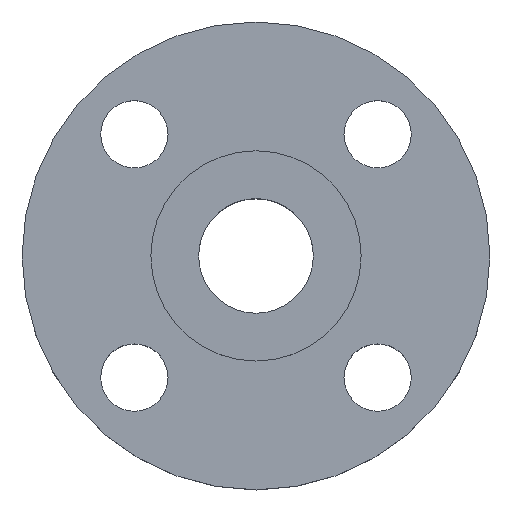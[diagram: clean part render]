
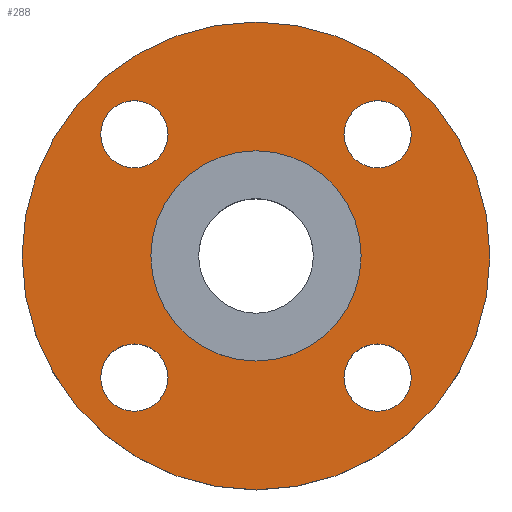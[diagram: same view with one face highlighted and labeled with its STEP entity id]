
A CAD part, top view. The second image highlights one B-rep face of the part: STEP entity #288.
In plain terms, the highlighted planar face has unit normal (0, 0, 1).
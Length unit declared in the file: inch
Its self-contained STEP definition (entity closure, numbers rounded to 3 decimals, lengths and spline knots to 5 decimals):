
#4 = DIRECTION ( 'NONE',  ( 1., 0., 0. ) ) ;
#6 = CIRCLE ( 'NONE', #512, 0.44 ) ;
#13 = ORIENTED_EDGE ( 'NONE', *, *, #18, .T. ) ;
#15 = VERTEX_POINT ( 'NONE', #604 ) ;
#18 = EDGE_CURVE ( 'NONE', #342, #731, #229, .T. ) ;
#22 = CARTESIAN_POINT ( 'NONE',  ( -1.59099, 2.03099, 0. ) ) ;
#27 = CIRCLE ( 'NONE', #64, 0.44 ) ;
#28 = ORIENTED_EDGE ( 'NONE', *, *, #721, .F. ) ;
#43 = CARTESIAN_POINT ( 'NONE',  ( 1.375, 0., 0. ) ) ;
#52 = VERTEX_POINT ( 'NONE', #728 ) ;
#57 = CARTESIAN_POINT ( 'NONE',  ( 0., 0., 0. ) ) ;
#58 = EDGE_CURVE ( 'NONE', #481, #15, #188, .T. ) ;
#64 = AXIS2_PLACEMENT_3D ( 'NONE', #754, #195, #626 ) ;
#69 = FACE_OUTER_BOUND ( 'NONE', #240, .T. ) ;
#73 = VERTEX_POINT ( 'NONE', #238 ) ;
#84 = AXIS2_PLACEMENT_3D ( 'NONE', #108, #784, #479 ) ;
#99 = DIRECTION ( 'NONE',  ( 1., 0., 0. ) ) ;
#102 = VERTEX_POINT ( 'NONE', #614 ) ;
#108 = CARTESIAN_POINT ( 'NONE',  ( 0., 0., 0. ) ) ;
#109 = ORIENTED_EDGE ( 'NONE', *, *, #224, .F. ) ;
#113 = CARTESIAN_POINT ( 'NONE',  ( -1.59099, -1.59099, 0. ) ) ;
#115 = AXIS2_PLACEMENT_3D ( 'NONE', #696, #274, #705 ) ;
#126 = DIRECTION ( 'NONE',  ( 0., 1., 0. ) ) ;
#137 = FACE_BOUND ( 'NONE', #746, .T. ) ;
#139 = EDGE_CURVE ( 'NONE', #73, #458, #741, .T. ) ;
#145 = CARTESIAN_POINT ( 'NONE',  ( 3.06, 0., 0. ) ) ;
#148 = EDGE_CURVE ( 'NONE', #731, #342, #350, .T. ) ;
#152 = AXIS2_PLACEMENT_3D ( 'NONE', #247, #501, #748 ) ;
#188 = CIRCLE ( 'NONE', #770, 0.44 ) ;
#192 = DIRECTION ( 'NONE',  ( 1., 0., 0. ) ) ;
#195 = DIRECTION ( 'NONE',  ( 0., 0., 1. ) ) ;
#202 = CARTESIAN_POINT ( 'NONE',  ( 1.59099, -1.59099, 0. ) ) ;
#212 = CARTESIAN_POINT ( 'NONE',  ( -1.375, 0., 0. ) ) ;
#218 = VERTEX_POINT ( 'NONE', #807 ) ;
#224 = EDGE_CURVE ( 'NONE', #521, #735, #578, .T. ) ;
#226 = DIRECTION ( 'NONE',  ( 0., 0., 1. ) ) ;
#229 = CIRCLE ( 'NONE', #787, 3.06 ) ;
#231 = CIRCLE ( 'NONE', #262, 0.44 ) ;
#232 = DIRECTION ( 'NONE',  ( 0., 1., 0. ) ) ;
#234 = EDGE_CURVE ( 'NONE', #15, #481, #6, .T. ) ;
#238 = CARTESIAN_POINT ( 'NONE',  ( -1.59099, 1.15099, 0. ) ) ;
#239 = CARTESIAN_POINT ( 'NONE',  ( -1.59099, 1.59099, 0. ) ) ;
#240 = EDGE_LOOP ( 'NONE', ( #13, #468 ) ) ;
#247 = CARTESIAN_POINT ( 'NONE',  ( 0., 0., 0. ) ) ;
#248 = DIRECTION ( 'NONE',  ( 0., 0., 1. ) ) ;
#252 = FACE_BOUND ( 'NONE', #727, .T. ) ;
#254 = EDGE_CURVE ( 'NONE', #102, #622, #27, .T. ) ;
#262 = AXIS2_PLACEMENT_3D ( 'NONE', #239, #492, #232 ) ;
#274 = DIRECTION ( 'NONE',  ( 0., 0., 1. ) ) ;
#288 = ADVANCED_FACE ( 'NONE', ( #315, #565, #252, #697, #137, #69 ), #653, .T. ) ;
#291 = CARTESIAN_POINT ( 'NONE',  ( 0., 0., 0. ) ) ;
#315 = FACE_BOUND ( 'NONE', #607, .T. ) ;
#319 = DIRECTION ( 'NONE',  ( 0., 0., 1. ) ) ;
#325 = DIRECTION ( 'NONE',  ( 0., 0., 1. ) ) ;
#326 = CARTESIAN_POINT ( 'NONE',  ( 0., 0., 0. ) ) ;
#331 = AXIS2_PLACEMENT_3D ( 'NONE', #804, #444, #126 ) ;
#342 = VERTEX_POINT ( 'NONE', #145 ) ;
#350 = CIRCLE ( 'NONE', #678, 3.06 ) ;
#354 = CARTESIAN_POINT ( 'NONE',  ( 2.03099, 1.59099, 0. ) ) ;
#361 = DIRECTION ( 'NONE',  ( 0., 0., 1. ) ) ;
#372 = ORIENTED_EDGE ( 'NONE', *, *, #254, .F. ) ;
#409 = ORIENTED_EDGE ( 'NONE', *, *, #676, .F. ) ;
#416 = EDGE_LOOP ( 'NONE', ( #771, #709 ) ) ;
#426 = CIRCLE ( 'NONE', #624, 0.44 ) ;
#428 = AXIS2_PLACEMENT_3D ( 'NONE', #202, #810, #776 ) ;
#444 = DIRECTION ( 'NONE',  ( 0., 0., 1. ) ) ;
#448 = EDGE_CURVE ( 'NONE', #52, #218, #464, .T. ) ;
#450 = DIRECTION ( 'NONE',  ( 0., 0., 1. ) ) ;
#458 = VERTEX_POINT ( 'NONE', #22 ) ;
#464 = CIRCLE ( 'NONE', #115, 0.44 ) ;
#468 = ORIENTED_EDGE ( 'NONE', *, *, #148, .T. ) ;
#479 = DIRECTION ( 'NONE',  ( 1., 0., 0. ) ) ;
#481 = VERTEX_POINT ( 'NONE', #515 ) ;
#484 = DIRECTION ( 'NONE',  ( -1., 0., 0. ) ) ;
#492 = DIRECTION ( 'NONE',  ( 0., 0., 1. ) ) ;
#495 = ORIENTED_EDGE ( 'NONE', *, *, #808, .F. ) ;
#501 = DIRECTION ( 'NONE',  ( 0., 0., 1. ) ) ;
#512 = AXIS2_PLACEMENT_3D ( 'NONE', #691, #248, #692 ) ;
#515 = CARTESIAN_POINT ( 'NONE',  ( -2.03099, -1.59099, 0. ) ) ;
#521 = VERTEX_POINT ( 'NONE', #212 ) ;
#540 = ORIENTED_EDGE ( 'NONE', *, *, #139, .F. ) ;
#549 = CARTESIAN_POINT ( 'NONE',  ( -3.06, 0., 0. ) ) ;
#558 = CIRCLE ( 'NONE', #84, 1.375 ) ;
#565 = FACE_BOUND ( 'NONE', #416, .T. ) ;
#569 = EDGE_CURVE ( 'NONE', #622, #102, #426, .T. ) ;
#578 = CIRCLE ( 'NONE', #152, 1.375 ) ;
#590 = CARTESIAN_POINT ( 'NONE',  ( 1.59099, 1.59099, 0. ) ) ;
#596 = AXIS2_PLACEMENT_3D ( 'NONE', #326, #450, #99 ) ;
#604 = CARTESIAN_POINT ( 'NONE',  ( -1.15099, -1.59099, 0. ) ) ;
#607 = EDGE_LOOP ( 'NONE', ( #786, #409 ) ) ;
#614 = CARTESIAN_POINT ( 'NONE',  ( 1.15099, 1.59099, 0. ) ) ;
#617 = ORIENTED_EDGE ( 'NONE', *, *, #569, .F. ) ;
#622 = VERTEX_POINT ( 'NONE', #354 ) ;
#624 = AXIS2_PLACEMENT_3D ( 'NONE', #590, #325, #4 ) ;
#626 = DIRECTION ( 'NONE',  ( 1., 0., 0. ) ) ;
#653 = PLANE ( 'NONE',  #596 ) ;
#676 = EDGE_CURVE ( 'NONE', #218, #52, #699, .T. ) ;
#678 = AXIS2_PLACEMENT_3D ( 'NONE', #57, #319, #192 ) ;
#691 = CARTESIAN_POINT ( 'NONE',  ( -1.59099, -1.59099, 0. ) ) ;
#692 = DIRECTION ( 'NONE',  ( -1., 0., 0. ) ) ;
#696 = CARTESIAN_POINT ( 'NONE',  ( 1.59099, -1.59099, 0. ) ) ;
#697 = FACE_BOUND ( 'NONE', #743, .T. ) ;
#699 = CIRCLE ( 'NONE', #428, 0.44 ) ;
#705 = DIRECTION ( 'NONE',  ( 0., -1., 0. ) ) ;
#709 = ORIENTED_EDGE ( 'NONE', *, *, #234, .F. ) ;
#721 = EDGE_CURVE ( 'NONE', #735, #521, #558, .T. ) ;
#727 = EDGE_LOOP ( 'NONE', ( #495, #540 ) ) ;
#728 = CARTESIAN_POINT ( 'NONE',  ( 1.59099, -2.03099, 0. ) ) ;
#731 = VERTEX_POINT ( 'NONE', #549 ) ;
#735 = VERTEX_POINT ( 'NONE', #43 ) ;
#741 = CIRCLE ( 'NONE', #331, 0.44 ) ;
#743 = EDGE_LOOP ( 'NONE', ( #617, #372 ) ) ;
#746 = EDGE_LOOP ( 'NONE', ( #109, #28 ) ) ;
#748 = DIRECTION ( 'NONE',  ( 1., 0., 0. ) ) ;
#754 = CARTESIAN_POINT ( 'NONE',  ( 1.59099, 1.59099, 0. ) ) ;
#770 = AXIS2_PLACEMENT_3D ( 'NONE', #113, #361, #484 ) ;
#771 = ORIENTED_EDGE ( 'NONE', *, *, #58, .F. ) ;
#776 = DIRECTION ( 'NONE',  ( 0., -1., 0. ) ) ;
#784 = DIRECTION ( 'NONE',  ( 0., 0., 1. ) ) ;
#786 = ORIENTED_EDGE ( 'NONE', *, *, #448, .F. ) ;
#787 = AXIS2_PLACEMENT_3D ( 'NONE', #291, #226, #796 ) ;
#796 = DIRECTION ( 'NONE',  ( 1., 0., 0. ) ) ;
#804 = CARTESIAN_POINT ( 'NONE',  ( -1.59099, 1.59099, 0. ) ) ;
#807 = CARTESIAN_POINT ( 'NONE',  ( 1.59099, -1.15099, 0. ) ) ;
#808 = EDGE_CURVE ( 'NONE', #458, #73, #231, .T. ) ;
#810 = DIRECTION ( 'NONE',  ( 0., 0., 1. ) ) ;
